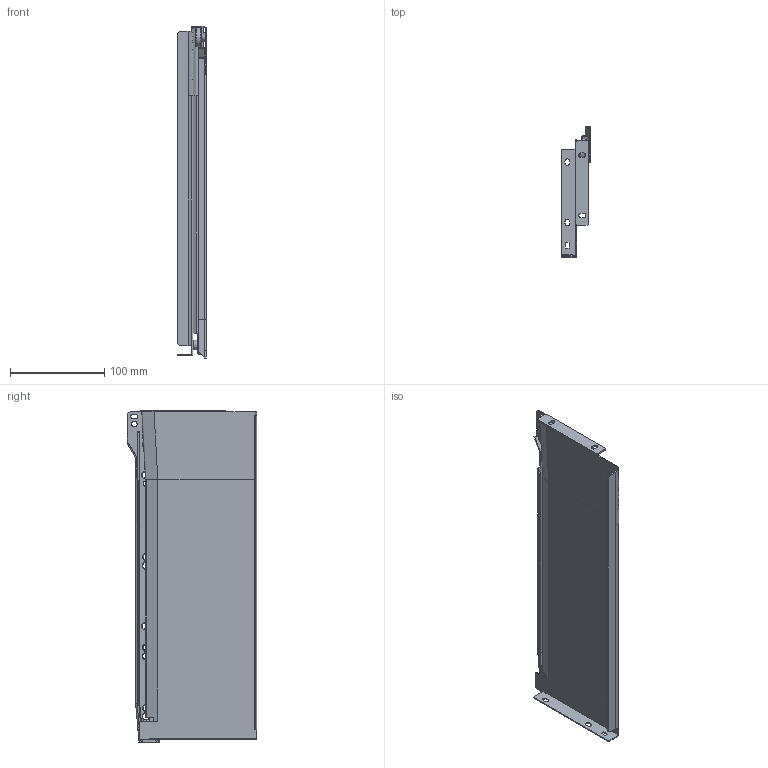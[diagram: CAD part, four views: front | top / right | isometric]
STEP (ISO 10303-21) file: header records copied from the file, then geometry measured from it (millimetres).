
FILE_DESCRIPTION (( 'STEP AP214' ), '1' );
FILE_NAME ('F000754,F000774-RIGHT-CLOSED_3D.step', '2022-11-21T18:03:47', ( '' ), ( '' ), 'SwSTEP 2.0', 'SolidWorks 2020', '' );
FILE_SCHEMA (( 'AUTOMOTIVE_DESIGN' ));
Length unit declared in the file: millimetre
Products named in the file (3): F000754,F000774-RIGHT-CLOSED_3D; MetalBox-SIDE-Right-H118-350; Koleèkový výsuv-pravý-venkovní èást-350mm
Assembly tree (2 placements, depth 2):
  F000754,F000774-RIGHT-CLOSED_3D
    Koleèkový výsuv-pravý-venkovní èást-350mm
    MetalBox-SIDE-Right-H118-350
Bounding box: 30.39 x 137.5 x 352 mm (x, y, z)
Volume: 74906.9 mm3; surface area: 134969.9 mm2
Topology: 2 solids, 2 shells, 285 faces, 746 edges, 469 vertices
Faces by surface type: plane 101, cylinder 90, bspline 48, cone 24, torus 22
Entity records: 10056 total; most frequent: CARTESIAN_POINT 2939, ORIENTED_EDGE 1484, DIRECTION 1459, EDGE_CURVE 742, AXIS2_PLACEMENT_3D 525, VERTEX_POINT 469, LINE 409, VECTOR 409
